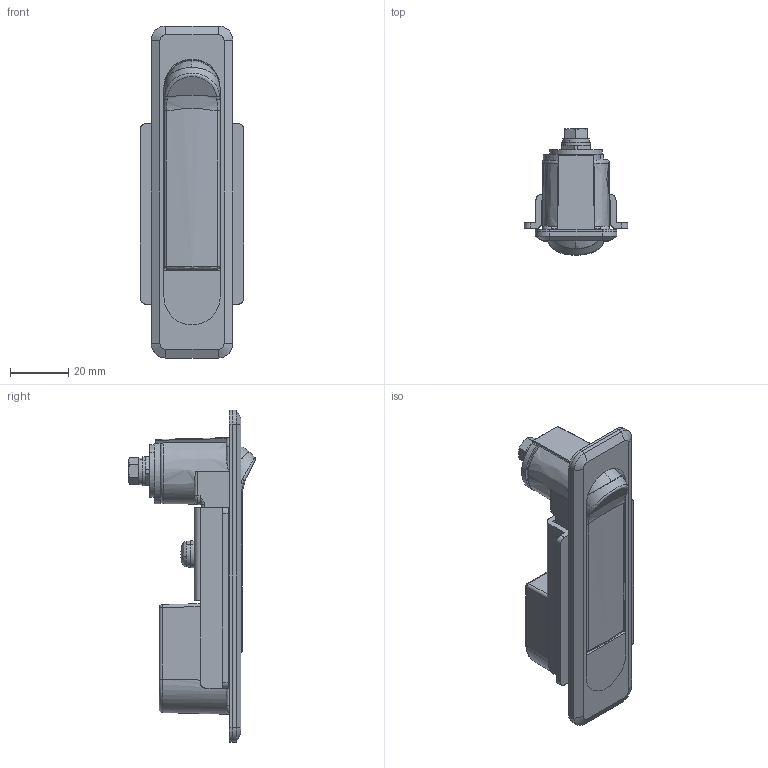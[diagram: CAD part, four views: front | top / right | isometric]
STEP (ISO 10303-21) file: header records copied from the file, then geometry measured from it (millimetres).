
FILE_DESCRIPTION((''),'2;1');
FILE_NAME('','2011-04-26T15:28:53',(''),(''),'','CADfix','');
FILE_SCHEMA(('AUTOMOTIVE_DESIGN { 1 0 10303 214 1 1 1 1 }'));
Length unit declared in the file: millimetre
Bounding box: 35.5 x 43.49 x 114 mm (x, y, z)
Volume: 44532.9 mm3; surface area: 35985.4 mm2
Topology: 10 solids, 10 shells, 429 faces, 1265 edges, 874 vertices
Faces by surface type: bspline 429
Entity records: 18893 total; most frequent: CARTESIAN_POINT 11238, ORIENTED_EDGE 2526, EDGE_CURVE 1263, VERTEX_POINT 874, QUASI_UNIFORM_CURVE 644, B_SPLINE_CURVE_WITH_KNOTS 609, EDGE_LOOP 465, FACE_OUTER_BOUND 429
